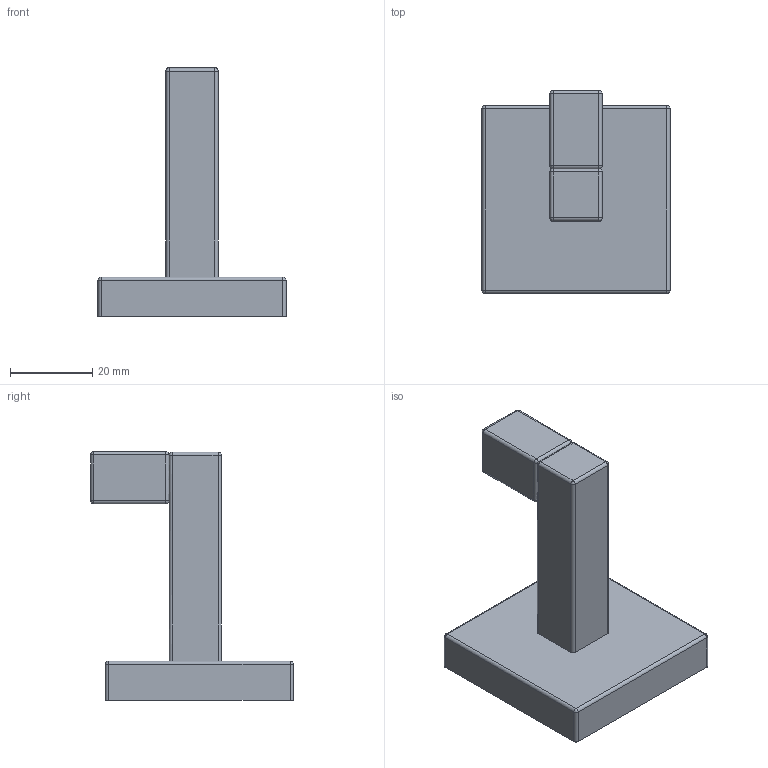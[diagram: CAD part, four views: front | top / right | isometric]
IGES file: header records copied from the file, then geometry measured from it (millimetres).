
Start section:  PTC IGES file: 2020-1650.igs
Global section: file name: 2020-1650.igs; native system: Creo Parametric by PTC Inc.; preprocessor: 2018400; author: jinson.thomas; organization: Unknown; date: 20211028.152851; units: inch
Bounding box: 45.72 x 49.28 x 60.45 mm (x, y, z)
Volume: 31096.2 mm3; surface area: 11474.1 mm2
Topology: 1 solids, 3 shells, 63 faces, 132 edges, 74 vertices
Faces by surface type: revolution 44, bspline 19
